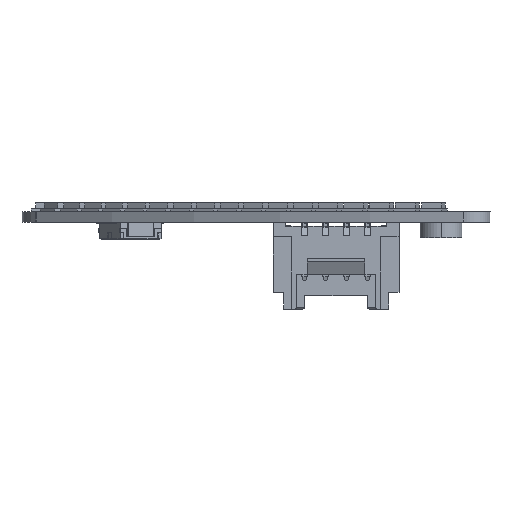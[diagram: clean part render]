
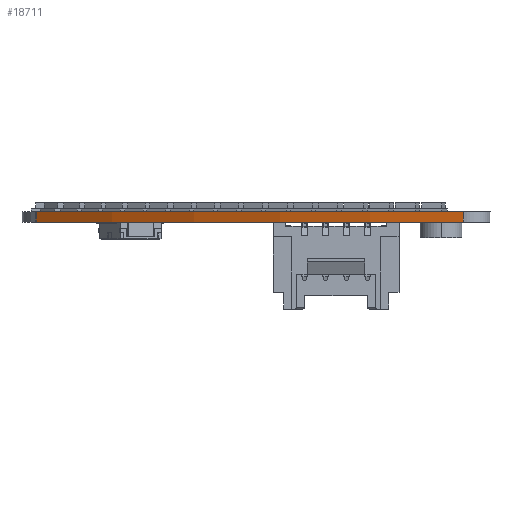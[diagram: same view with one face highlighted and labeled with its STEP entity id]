
A CAD part, left-side view. The second image highlights one B-rep face of the part: STEP entity #18711.
In plain terms, the highlighted cylindrical face has radius 90.046 mm (diameter 180.093 mm), a partial arc.
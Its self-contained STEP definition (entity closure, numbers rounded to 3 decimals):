
#37=DIRECTION('',(0.,0.,-1.));
#38=VECTOR('',#37,1.001);
#39=CARTESIAN_POINT('',(0.063,2.546,
0.));
#40=LINE('',#39,#38);
#41=DIRECTION('',(0.,0.,1.));
#42=VECTOR('',#41,1.001);
#43=CARTESIAN_POINT('',(20.142,43.242,-1.001));
#44=LINE('',#43,#42);
#92=CARTESIAN_POINT('',(88.249,-15.663,-1.001));
#93=DIRECTION('',(0.,0.,-1.));
#94=DIRECTION('',(-0.979,0.202,0.));
#95=AXIS2_PLACEMENT_3D('',#92,#93,#94);
#690=CARTESIAN_POINT('',(88.249,-15.663,
0.));
#691=DIRECTION('',(0.,0.,-1.));
#692=DIRECTION('',(-0.979,0.202,0.));
#693=AXIS2_PLACEMENT_3D('',#690,#691,#692);
#14473=CARTESIAN_POINT('',(0.063,2.546,-1.001));
#14474=VERTEX_POINT('',#14473);
#14475=CARTESIAN_POINT('',(0.063,2.546,
0.));
#14476=VERTEX_POINT('',#14475);
#14509=CARTESIAN_POINT('',(20.142,43.242,-1.001));
#14510=CARTESIAN_POINT('',(20.142,43.242,0.));
#14511=VERTEX_POINT('',#14509);
#14512=VERTEX_POINT('',#14510);
#18698=CARTESIAN_POINT('',(88.249,-15.663,
0.078));
#18699=DIRECTION('',(0.,0.,-1.));
#18700=DIRECTION('',(-0.979,0.202,0.));
#18701=AXIS2_PLACEMENT_3D('',#18698,#18699,#18700);
#18702=CYLINDRICAL_SURFACE('',#18701,90.046);
#18703=ORIENTED_EDGE('',*,*,#18556,.T.);
#18705=ORIENTED_EDGE('',*,*,#18704,.T.);
#18706=ORIENTED_EDGE('',*,*,#18688,.T.);
#18708=ORIENTED_EDGE('',*,*,#18707,.F.);
#18709=EDGE_LOOP('',(#18703,#18705,#18706,#18708));
#18710=FACE_OUTER_BOUND('',#18709,.F.);
#18711=ADVANCED_FACE('',(#18710),#18702,.T.);
#96=CIRCLE('',#95,90.046);
#694=CIRCLE('',#693,90.046);
#18556=EDGE_CURVE('',#14476,#14474,#40,.T.);
#18688=EDGE_CURVE('',#14511,#14512,#44,.T.);
#18704=EDGE_CURVE('',#14474,#14511,#96,.T.);
#18707=EDGE_CURVE('',#14476,#14512,#694,.T.);
